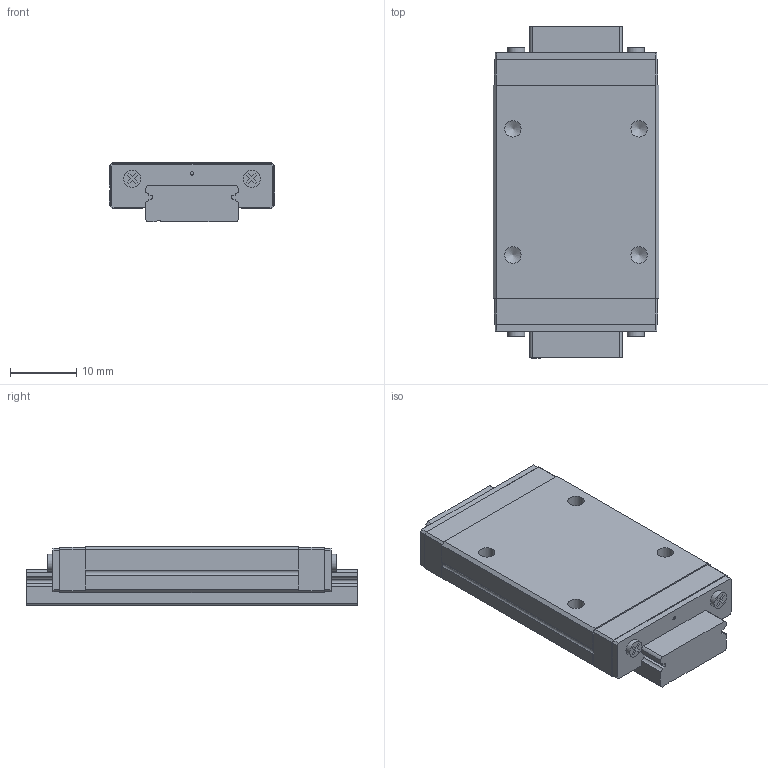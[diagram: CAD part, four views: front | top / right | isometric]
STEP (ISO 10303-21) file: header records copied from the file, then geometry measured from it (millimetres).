
FILE_DESCRIPTION(/* description */ ('Unknown'),/* implementation_level */ '2;1');
FILE_NAME(/* name */ 'MB7LUU1-50L10_10',/* time_stamp */ '2024-07-30T11:26:19+09:00',/* author */ ('Unknown'),/* organization */ ('Unknown'),/* preprocessor_version */ 'ST-DEVELOPER v18.102',/* originating_system */ 'Solid Edge',/* authorisation */ 'Unknown');
FILE_SCHEMA (('AUTOMOTIVE_DESIGN {1 0 10303 214 3 1 1}'));
Length unit declared in the file: millimetre
Products named in the file (3): thisAsm; MB7_RAIL; MB7L_BLOCK
Assembly tree (2 placements, depth 2):
  thisAsm
    MB7_RAIL
    MB7L_BLOCK
Bounding box: 25 x 50 x 9 mm (x, y, z)
Volume: 8719.3 mm3; surface area: 5738.5 mm2
Topology: 2 solids, 2 shells, 166 faces, 452 edges, 302 vertices
Faces by surface type: plane 128, cylinder 34, cone 4
Full cylindrical faces by diameter (mm): 0.5 x2, 2.459 x4, 2.6 x4, 3.5 x2, 6 x2
Entity records: 6050 total; most frequent: CARTESIAN_POINT 885, ORIENTED_EDGE 844, DIRECTION 830, EDGE_CURVE 422, LINE 352, VECTOR 352, VERTEX_POINT 294, AXIS2_PLACEMENT_3D 239
